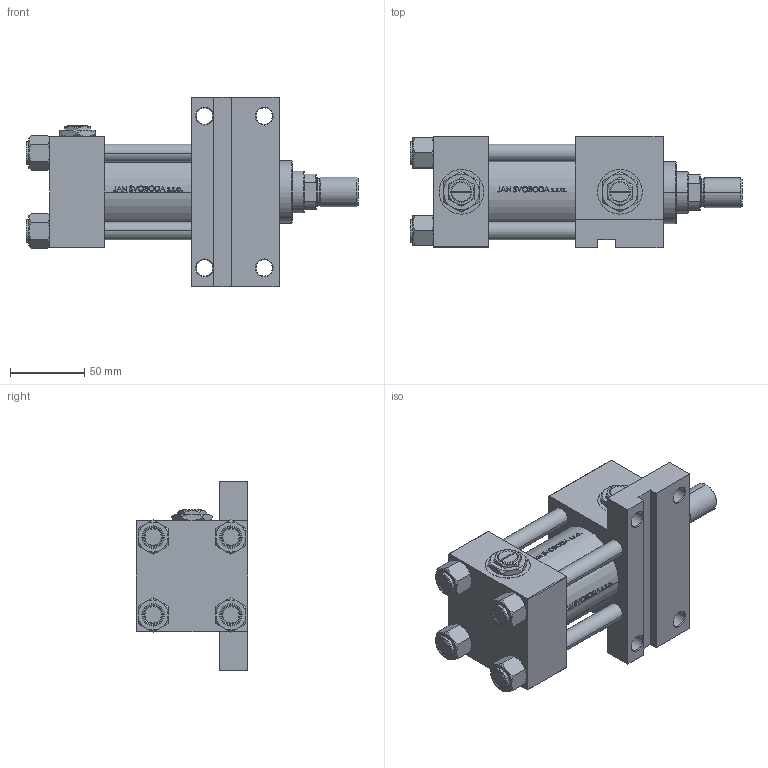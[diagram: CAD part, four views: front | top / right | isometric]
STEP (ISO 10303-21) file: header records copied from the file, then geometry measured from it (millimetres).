
FILE_DESCRIPTION (( 'STEP AP203' ), '1' );
FILE_NAME ('83e8.STEP', '2023-08-23T06:23:25', ( '' ), ( '' ), 'SwSTEP 2.0', 'SolidWorks 2019', '' );
FILE_SCHEMA (( 'CONFIG_CONTROL_DESIGN' ));
Length unit declared in the file: millimetre
Products named in the file (8): 83e8; NUT_M5_F d64195210594ca1d7d34a3df2d0614ac; V215_VC_A d64195210594ca1d7d34a3df2d0614ac; V215CR_VCP_F d64195210594ca1d7d34a3df2d0614ac; V215CR_F_Body d64195210594ca1d7d34a3df2d0614ac; V215CR_F_TYCINKA d64195210594ca1d7d34a3df2d0614ac; ROD_END_AH d64195210594ca1d7d34a3df2d0614ac; Zatka_pro_OIL_PORT d64195210594ca1d7d34a3df2d0614ac
Assembly tree (14 placements, depth 2):
  83e8
    V215CR_F_Body d64195210594ca1d7d34a3df2d0614ac
    V215CR_VCP_F d64195210594ca1d7d34a3df2d0614ac
    V215CR_F_TYCINKA d64195210594ca1d7d34a3df2d0614ac  x4
    NUT_M5_F d64195210594ca1d7d34a3df2d0614ac  x4
    V215_VC_A d64195210594ca1d7d34a3df2d0614ac
    ROD_END_AH d64195210594ca1d7d34a3df2d0614ac
    Zatka_pro_OIL_PORT d64195210594ca1d7d34a3df2d0614ac  x2
Bounding box: 223 x 75 x 127 mm (x, y, z)
Volume: 721579.2 mm3; surface area: 166848.5 mm2
Topology: 14 solids, 14 shells, 1216 faces, 2982 edges, 1917 vertices
Faces by surface type: plane 488, bspline 380, cone 198, cylinder 140, torus 10
Entity records: 50080 total; most frequent: CARTESIAN_POINT 26600, ORIENTED_EDGE 5264, DIRECTION 3423, EDGE_CURVE 2632, VERTEX_POINT 1715, LINE 1333, VECTOR 1333, EDGE_LOOP 1199
